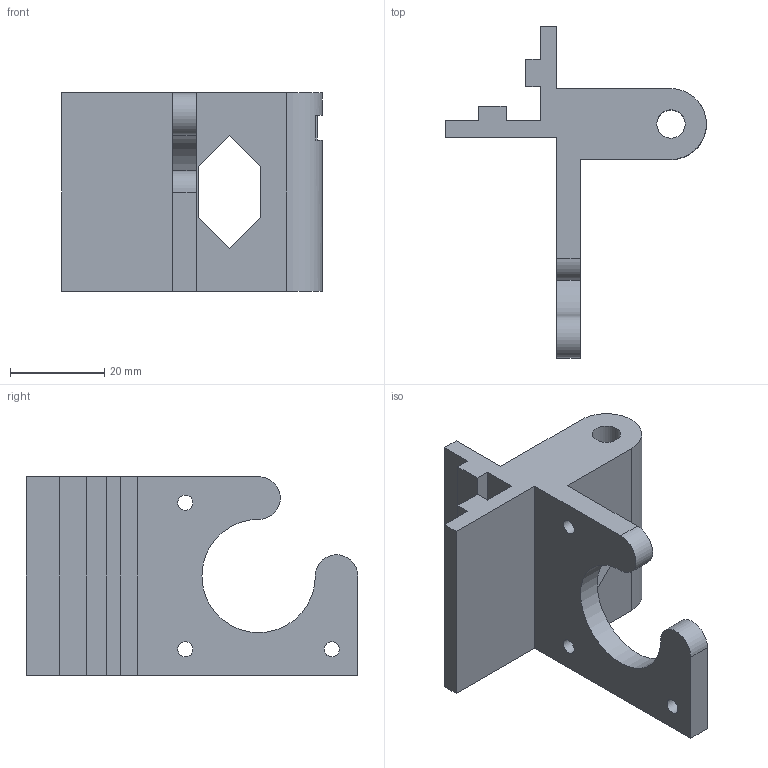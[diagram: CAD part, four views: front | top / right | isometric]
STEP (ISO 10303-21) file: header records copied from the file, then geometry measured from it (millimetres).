
FILE_DESCRIPTION(('FreeCAD Model'),'2;1');
FILE_NAME( 'x-motor-holder-20x20-M5-x1.step' ,'2019-07-23T19:40:30',('Author'),(''), 'Open CASCADE STEP processor 6.8','FreeCAD','Unknown');
FILE_SCHEMA(('AUTOMOTIVE_DESIGN_CC2 { 1 2 10303 214 -1 1 5 4 }'));
Length unit declared in the file: millimetre
Products named in the file (2): ASSEMBLY; x-motor-holder-M5
Assembly tree (1 placements, depth 2):
  ASSEMBLY
    x-motor-holder-M5
Bounding box: 55.2 x 70.2 x 42 mm (x, y, z)
Volume: 26127.7 mm3; surface area: 13264.6 mm2
Topology: 1 solids, 1 shells, 49 faces, 128 edges, 86 vertices
Faces by surface type: plane 36, cylinder 13
Full cylindrical faces by diameter (mm): 2.6 x2, 3.2 x3, 6 x4
Entity records: 3451 total; most frequent: CARTESIAN_POINT 833, DIRECTION 482, LINE 318, VECTOR 318, ORIENTED_EDGE 256, PCURVE 256, DEFINITIONAL_REPRESENTATION 256, EDGE_CURVE 128
